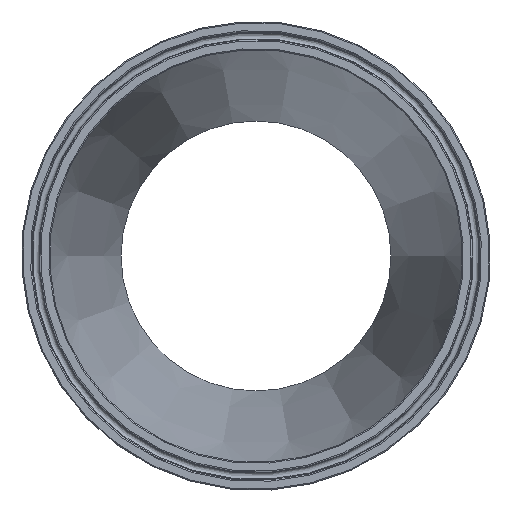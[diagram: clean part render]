
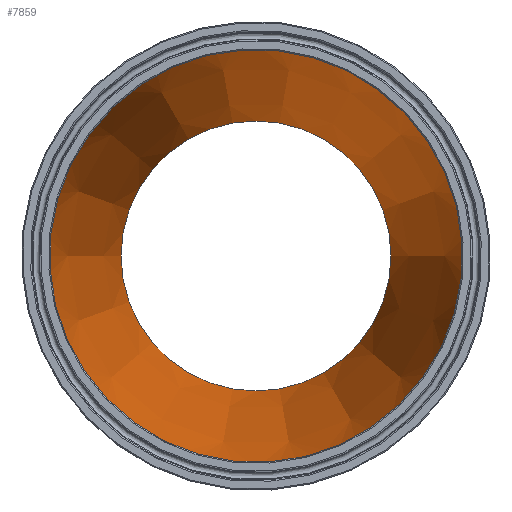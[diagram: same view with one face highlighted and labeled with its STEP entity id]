
A CAD part, left-side view. The second image highlights one B-rep face of the part: STEP entity #7859.
In plain terms, the highlighted conical face has half-angle 10.305 degrees and reference radius 60.731 mm.
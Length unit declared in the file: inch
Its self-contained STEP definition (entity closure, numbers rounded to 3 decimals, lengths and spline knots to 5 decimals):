
#126=FACE_BOUND('',#2013,.T.);
#316=CIRCLE('',#8355,1.891);
#317=CIRCLE('',#8357,2.891);
#1492=FACE_OUTER_BOUND('',#2012,.T.);
#2012=EDGE_LOOP('',(#7301));
#2013=EDGE_LOOP('',(#7302));
#3895=VERTEX_POINT('',#16832);
#3896=VERTEX_POINT('',#16835);
#5033=EDGE_CURVE('',#3895,#3895,#316,.T.);
#5034=EDGE_CURVE('',#3896,#3896,#317,.T.);
#7301=ORIENTED_EDGE('',*,*,#5034,.F.);
#7302=ORIENTED_EDGE('',*,*,#5033,.T.);
#7355=CONICAL_SURFACE('',#8356,2.391,10.305);
#7859=ADVANCED_FACE('',(#1492,#126),#7355,.F.);
#8355=AXIS2_PLACEMENT_3D('',#16833,#9874,#9875);
#8356=AXIS2_PLACEMENT_3D('',#16834,#9876,#9877);
#8357=AXIS2_PLACEMENT_3D('',#16836,#9878,#9879);
#9874=DIRECTION('center_axis',(1.,0.,0.));
#9875=DIRECTION('ref_axis',(0.,-1.,0.));
#9876=DIRECTION('center_axis',(-1.,0.,0.));
#9877=DIRECTION('ref_axis',(0.,-1.,0.));
#9878=DIRECTION('center_axis',(1.,0.,0.));
#9879=DIRECTION('ref_axis',(0.,-1.,0.));
#16832=CARTESIAN_POINT('',(5.5,-1.891,0.));
#16833=CARTESIAN_POINT('Origin',(5.5,0.,0.));
#16834=CARTESIAN_POINT('Origin',(2.75,0.,0.));
#16835=CARTESIAN_POINT('',(0.,-2.891,0.));
#16836=CARTESIAN_POINT('Origin',(0.,0.,0.));
